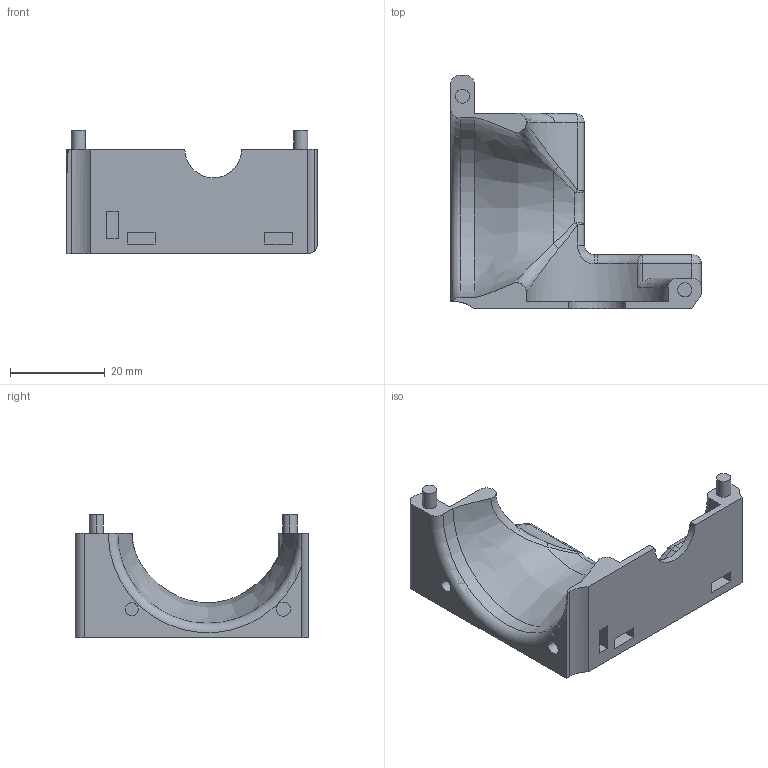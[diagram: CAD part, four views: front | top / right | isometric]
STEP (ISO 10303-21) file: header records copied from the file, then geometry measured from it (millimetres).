
FILE_DESCRIPTION (( 'STEP AP214' ), '1' );
FILE_NAME ('BMG_adapter_Argento_V7_b.STEP', '2020-11-28T14:31:31', ( '' ), ( '' ), 'SwSTEP 2.0', 'SolidWorks 2018', '' );
FILE_SCHEMA (( 'AUTOMOTIVE_DESIGN' ));
Length unit declared in the file: millimetre
Products named in the file (1): BMG_adapter_Argento_V7_b
Bounding box: 52.99 x 49.4 x 26 mm (x, y, z)
Volume: 14906.6 mm3; surface area: 7244.1 mm2
Topology: 1 solids, 1 shells, 101 faces, 244 edges, 151 vertices
Faces by surface type: cylinder 41, plane 39, torus 8, sphere 7, bspline 6
Entity records: 3359 total; most frequent: CARTESIAN_POINT 962, DIRECTION 507, ORIENTED_EDGE 482, EDGE_CURVE 241, AXIS2_PLACEMENT_3D 196, VERTEX_POINT 151, EDGE_LOOP 116, VECTOR 115
